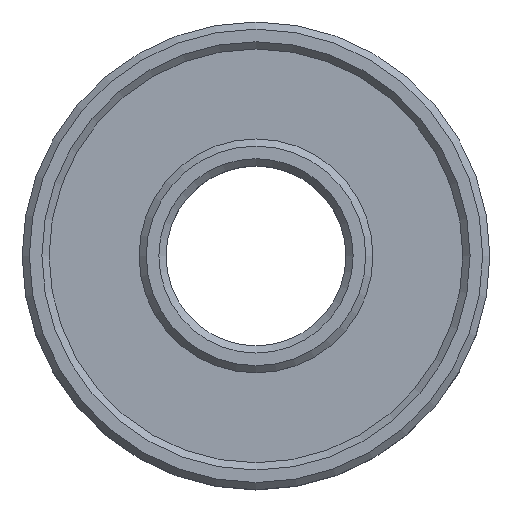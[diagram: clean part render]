
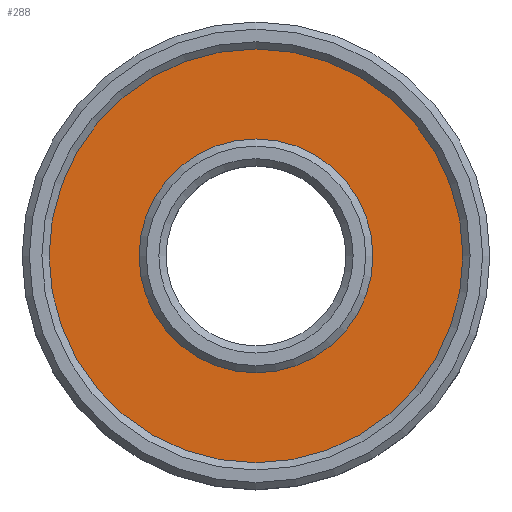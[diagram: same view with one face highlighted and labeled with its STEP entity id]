
A CAD part, top view. The second image highlights one B-rep face of the part: STEP entity #288.
In plain terms, the highlighted planar face has unit normal (0, 0, 1).
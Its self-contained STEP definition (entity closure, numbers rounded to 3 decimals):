
#28=FACE_BOUND('',#80,.T.);
#34=PLANE('',#344);
#54=FACE_OUTER_BOUND('',#79,.T.);
#79=EDGE_LOOP('',(#259));
#80=EDGE_LOOP('',(#260));
#126=CIRCLE('',#335,5.75);
#130=CIRCLE('',#342,3.25);
#148=VERTEX_POINT('',#505);
#152=VERTEX_POINT('',#518);
#181=EDGE_CURVE('',#148,#148,#126,.T.);
#186=EDGE_CURVE('',#152,#152,#130,.T.);
#259=ORIENTED_EDGE('',*,*,#181,.F.);
#260=ORIENTED_EDGE('',*,*,#186,.F.);
#288=ADVANCED_FACE('',(#54,#28),#34,.T.);
#335=AXIS2_PLACEMENT_3D('',#507,#422,#423);
#342=AXIS2_PLACEMENT_3D('',#519,#437,#438);
#344=AXIS2_PLACEMENT_3D('',#523,#443,#444);
#422=DIRECTION('center_axis',(0.,0.,-1.));
#423=DIRECTION('ref_axis',(-1.,0.,0.));
#437=DIRECTION('center_axis',(0.,0.,1.));
#438=DIRECTION('ref_axis',(-1.,0.,0.));
#443=DIRECTION('center_axis',(0.,0.,1.));
#444=DIRECTION('ref_axis',(0.,-1.,0.));
#505=CARTESIAN_POINT('',(5.75,0.,3.7));
#507=CARTESIAN_POINT('Origin',(0.,0.,3.7));
#518=CARTESIAN_POINT('',(3.25,0.,3.7));
#519=CARTESIAN_POINT('Origin',(0.,0.,3.7));
#523=CARTESIAN_POINT('Origin',(0.,0.,3.7));
